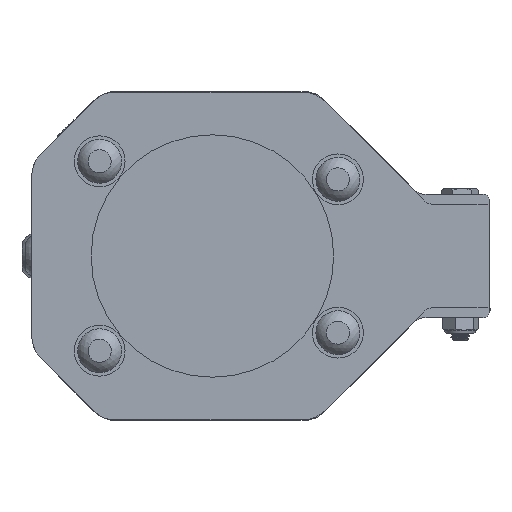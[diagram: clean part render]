
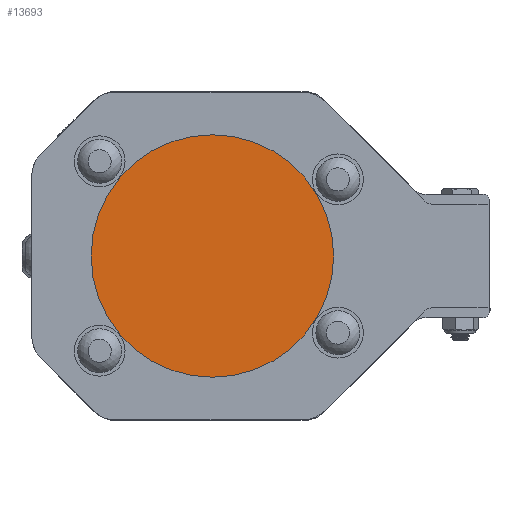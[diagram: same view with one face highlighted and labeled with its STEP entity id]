
A CAD part, left-side view. The second image highlights one B-rep face of the part: STEP entity #13693.
In plain terms, the highlighted planar face has unit normal (-1, 0, 0).
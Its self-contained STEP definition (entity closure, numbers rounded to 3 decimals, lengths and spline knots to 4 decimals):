
#1911=PLANE('',#15086);
#2621=CIRCLE('',#15084,1.0325);
#3450=FACE_OUTER_BOUND('',#4607,.T.);
#4607=EDGE_LOOP('',(#10638));
#6655=VERTEX_POINT('',#55492);
#8112=EDGE_CURVE('',#6655,#6655,#2621,.T.);
#10638=ORIENTED_EDGE('',*,*,#8112,.T.);
#13693=ADVANCED_FACE('',(#3450),#1911,.F.);
#15084=AXIS2_PLACEMENT_3D('',#55493,#17912,#17913);
#15086=AXIS2_PLACEMENT_3D('',#55496,#17916,#17917);
#17912=DIRECTION('center_axis',(-1.,0.,0.));
#17913=DIRECTION('ref_axis',(0.,0.,
-1.));
#17916=DIRECTION('center_axis',(1.,0.,0.));
#17917=DIRECTION('ref_axis',(0.,0.,-1.));
#55492=CARTESIAN_POINT('',(-4.8355,2.1939,2.6412));
#55493=CARTESIAN_POINT('Origin',(-4.8355,2.1939,1.6087));
#55496=CARTESIAN_POINT('Origin',(-4.8355,2.1939,1.6087));
